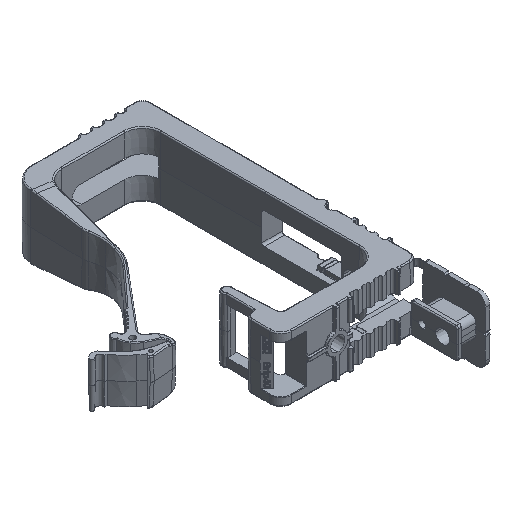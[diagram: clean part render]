
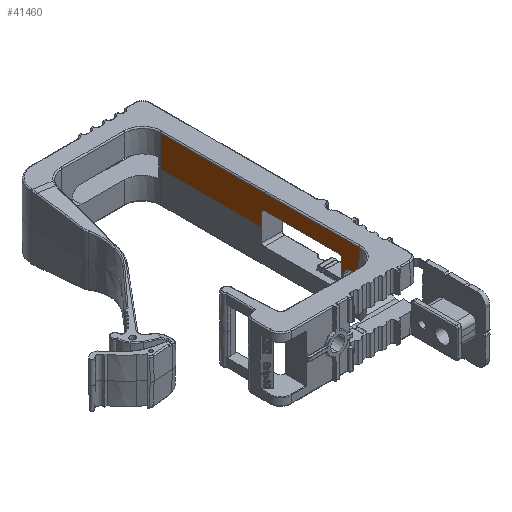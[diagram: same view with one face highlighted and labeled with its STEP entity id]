
A CAD part, isometric view. The second image highlights one B-rep face of the part: STEP entity #41460.
In plain terms, the highlighted planar face has unit normal (-1, 0, 0.009).
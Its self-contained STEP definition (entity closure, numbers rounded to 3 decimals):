
#4763=DIRECTION('',(0.,-1.,0.));
#4764=VECTOR('',#4763,0.758);
#4765=CARTESIAN_POINT('',(-8.325,-99.603,
-16.));
#4766=LINE('',#4765,#4764);
#4767=CARTESIAN_POINT('',(-8.325,-93.52,
-16.));
#4768=CARTESIAN_POINT('',(-8.322,-93.52,
-15.641));
#4769=CARTESIAN_POINT('',(-8.315,-93.649,
-14.867));
#4770=CARTESIAN_POINT('',(-8.305,-94.347,
-13.785));
#4771=CARTESIAN_POINT('',(-8.3,-95.246,
-13.204));
#4772=CARTESIAN_POINT('',(-8.299,-96.012,
-12.99));
#4773=CARTESIAN_POINT('',(-8.298,-96.561,
-12.942));
#4774=CARTESIAN_POINT('',(-8.299,-97.11,
-12.99));
#4775=CARTESIAN_POINT('',(-8.3,-97.876,
-13.204));
#4776=CARTESIAN_POINT('',(-8.305,-98.776,
-13.785));
#4777=CARTESIAN_POINT('',(-8.315,-99.473,
-14.867));
#4778=CARTESIAN_POINT('',(-8.322,-99.603,
-15.641));
#4779=CARTESIAN_POINT('',(-8.325,-99.603,
-16.));
#4781=DIRECTION('',(0.,-1.,0.));
#4782=VECTOR('',#4781,0.907);
#4783=CARTESIAN_POINT('',(-8.325,-92.612,-16.));
#4784=LINE('',#4783,#4782);
#4785=CARTESIAN_POINT('',(-8.264,-91.612,
-9.081));
#4786=CARTESIAN_POINT('',(-8.264,-91.701,
-9.081));
#4787=CARTESIAN_POINT('',(-8.265,-91.873,
-9.104));
#4788=CARTESIAN_POINT('',(-8.265,-92.118,
-9.205));
#4789=CARTESIAN_POINT('',(-8.267,-92.327,
-9.366));
#4790=CARTESIAN_POINT('',(-8.269,-92.487,
-9.574));
#4791=CARTESIAN_POINT('',(-8.271,-92.588,
-9.819));
#4792=CARTESIAN_POINT('',(-8.272,-92.612,
-9.991));
#4793=CARTESIAN_POINT('',(-8.273,-92.612,
-10.082));
#4795=CARTESIAN_POINT('',(-8.273,-57.242,
-10.08));
#4796=CARTESIAN_POINT('',(-8.272,-57.242,
-9.992));
#4797=CARTESIAN_POINT('',(-8.271,-57.265,
-9.819));
#4798=CARTESIAN_POINT('',(-8.269,-57.366,
-9.574));
#4799=CARTESIAN_POINT('',(-8.267,-57.527,
-9.366));
#4800=CARTESIAN_POINT('',(-8.265,-57.735,
-9.205));
#4801=CARTESIAN_POINT('',(-8.265,-57.98,
-9.104));
#4802=CARTESIAN_POINT('',(-8.264,-58.152,
-9.081));
#4803=CARTESIAN_POINT('',(-8.264,-58.242,
-9.081));
#4805=DIRECTION('',(0.,-1.,0.));
#4806=VECTOR('',#4805,45.042);
#4807=CARTESIAN_POINT('',(-8.325,-12.2,-16.));
#4808=LINE('',#4807,#4806);
#4809=DIRECTION('',(0.,-1.,0.));
#4810=VECTOR('',#4809,46.293);
#4811=CARTESIAN_POINT('',(-8.204,-12.2,-2.196));
#4812=LINE('',#4811,#4810);
#4832=DIRECTION('',(0.009,0.,1.));
#4833=VECTOR('',#4832,13.805);
#4834=CARTESIAN_POINT('',(-8.325,-12.2,-16.));
#4835=LINE('',#4834,#4833);
#10342=DIRECTION('',(0.,1.,0.));
#10343=VECTOR('',#10342,33.37);
#10344=CARTESIAN_POINT('',(-8.264,-91.612,
-9.081));
#10345=LINE('',#10344,#10343);
#10716=DIRECTION('',(-0.009,0.,-1.));
#10717=VECTOR('',#10716,5.92);
#10718=CARTESIAN_POINT('',(-8.273,-57.242,
-10.08));
#10719=LINE('',#10718,#10717);
#11289=DIRECTION('',(0.009,0.,1.));
#11290=VECTOR('',#11289,5.919);
#11291=CARTESIAN_POINT('',(-8.325,-92.612,-16.));
#11292=LINE('',#11291,#11290);
#11593=DIRECTION('',(-0.009,0.,
-1.));
#11594=VECTOR('',#11593,13.805);
#11595=CARTESIAN_POINT('',(-8.204,-100.361,
-2.196));
#11596=LINE('',#11595,#11594);
#11618=CARTESIAN_POINT('',(-8.325,-100.361,
-16.));
#14920=DIRECTION('',(0.,-1.,0.));
#14921=VECTOR('',#14920,41.868);
#14922=CARTESIAN_POINT('',(-8.204,-58.493,
-2.196));
#14923=LINE('',#14922,#14921);
#29720=CARTESIAN_POINT('',(-8.325,-12.2,-16.));
#29721=VERTEX_POINT('',#29720);
#30135=CARTESIAN_POINT('',(-8.204,-100.361,
-2.196));
#30136=VERTEX_POINT('',#30135);
#30726=CARTESIAN_POINT('',(-8.204,-58.493,
-2.196));
#30727=VERTEX_POINT('',#30726);
#30746=VERTEX_POINT('',#11618);
#31420=CARTESIAN_POINT('',(-8.204,-12.2,-2.196));
#31421=VERTEX_POINT('',#31420);
#31582=CARTESIAN_POINT('',(-8.325,-99.603,
-16.));
#31583=VERTEX_POINT('',#31582);
#31584=VERTEX_POINT('',#4767);
#31585=CARTESIAN_POINT('',(-8.325,-92.612,-16.));
#31586=VERTEX_POINT('',#31585);
#31587=CARTESIAN_POINT('',(-8.273,-92.612,
-10.082));
#31588=VERTEX_POINT('',#31587);
#31589=VERTEX_POINT('',#4785);
#31590=CARTESIAN_POINT('',(-8.264,-58.242,
-9.081));
#31591=VERTEX_POINT('',#31590);
#31592=VERTEX_POINT('',#4795);
#31593=CARTESIAN_POINT('',(-8.325,-57.242,
-16.));
#31594=VERTEX_POINT('',#31593);
#41428=CARTESIAN_POINT('',(-8.2,0.,-1.7));
#41429=DIRECTION('',(-1.,0.,0.009));
#41430=DIRECTION('',(0.009,0.,1.));
#41431=AXIS2_PLACEMENT_3D('',#41428,#41429,#41430);
#41432=PLANE('',#41431);
#41434=ORIENTED_EDGE('',*,*,#41433,.T.);
#41436=ORIENTED_EDGE('',*,*,#41435,.T.);
#41438=ORIENTED_EDGE('',*,*,#41437,.T.);
#41440=ORIENTED_EDGE('',*,*,#41439,.F.);
#41442=ORIENTED_EDGE('',*,*,#41441,.F.);
#41444=ORIENTED_EDGE('',*,*,#41443,.F.);
#41446=ORIENTED_EDGE('',*,*,#41445,.T.);
#41448=ORIENTED_EDGE('',*,*,#41447,.F.);
#41450=ORIENTED_EDGE('',*,*,#41449,.T.);
#41452=ORIENTED_EDGE('',*,*,#41451,.F.);
#41454=ORIENTED_EDGE('',*,*,#41453,.T.);
#41455=ORIENTED_EDGE('',*,*,#41398,.F.);
#41457=ORIENTED_EDGE('',*,*,#41456,.T.);
#41458=EDGE_LOOP('',(#41434,#41436,#41438,#41440,#41442,#41444,#41446,#41448,
#41450,#41452,#41454,#41455,#41457));
#41459=FACE_OUTER_BOUND('',#41458,.F.);
#41460=ADVANCED_FACE('',(#41459),#41432,.T.);
#4780=B_SPLINE_CURVE_WITH_KNOTS('',3,(#4767,#4768,#4769,#4770,#4771,#4772,#4773,
#4774,#4775,#4776,#4777,#4778,#4779),.UNSPECIFIED.,.F.,.F.,(4,1,1,1,1,1,1,1,1,1,
4),(0.,0.125,0.25,0.375,0.438,0.5,0.563,0.625,0.75,0.875,
1.),.UNSPECIFIED.);
#4794=B_SPLINE_CURVE_WITH_KNOTS('',3,(#4785,#4786,#4787,#4788,#4789,#4790,#4791,
#4792,#4793),.UNSPECIFIED.,.F.,.F.,(4,1,1,1,1,1,4),(0.,0.167,
0.333,0.5,0.667,0.833,1.),
.UNSPECIFIED.);
#4804=B_SPLINE_CURVE_WITH_KNOTS('',3,(#4795,#4796,#4797,#4798,#4799,#4800,#4801,
#4802,#4803),.UNSPECIFIED.,.F.,.F.,(4,1,1,1,1,1,4),(0.,0.167,
0.333,0.5,0.667,0.833,1.),
.UNSPECIFIED.);
#41398=EDGE_CURVE('',#29721,#31594,#4808,.T.);
#41433=EDGE_CURVE('',#31421,#30727,#4812,.T.);
#41435=EDGE_CURVE('',#30727,#30136,#14923,.T.);
#41437=EDGE_CURVE('',#30136,#30746,#11596,.T.);
#41439=EDGE_CURVE('',#31583,#30746,#4766,.T.);
#41441=EDGE_CURVE('',#31584,#31583,#4780,.T.);
#41443=EDGE_CURVE('',#31586,#31584,#4784,.T.);
#41445=EDGE_CURVE('',#31586,#31588,#11292,.T.);
#41447=EDGE_CURVE('',#31589,#31588,#4794,.T.);
#41449=EDGE_CURVE('',#31589,#31591,#10345,.T.);
#41451=EDGE_CURVE('',#31592,#31591,#4804,.T.);
#41453=EDGE_CURVE('',#31592,#31594,#10719,.T.);
#41456=EDGE_CURVE('',#29721,#31421,#4835,.T.);
